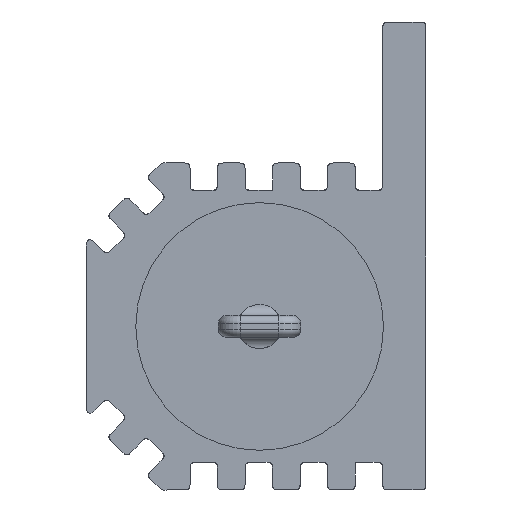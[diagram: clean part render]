
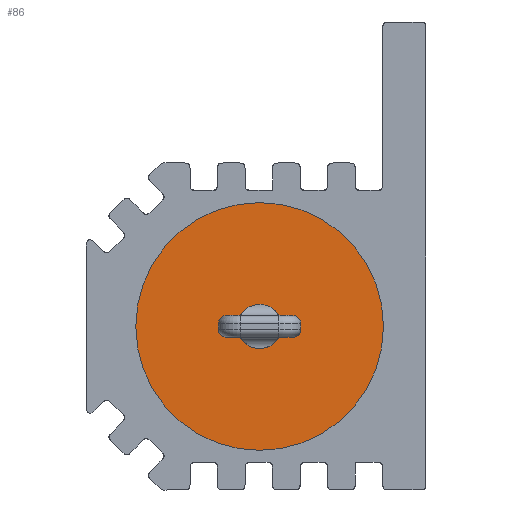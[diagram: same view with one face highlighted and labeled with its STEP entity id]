
A CAD part, left-side view. The second image highlights one B-rep face of the part: STEP entity #86.
In plain terms, the highlighted planar face has unit normal (-1, 0, 0).
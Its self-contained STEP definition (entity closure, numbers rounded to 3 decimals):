
#86 = ADVANCED_FACE ( 'NONE', ( #4514 ), #8757, .T. ) ;
#431 = CARTESIAN_POINT ( 'NONE',  ( -29.595, 7.545, 0. ) ) ;
#889 = DIRECTION ( 'NONE',  ( 0., 0., -1. ) ) ;
#1253 = DIRECTION ( 'NONE',  ( -1., 0., 0. ) ) ;
#1414 = ORIENTED_EDGE ( 'NONE', *, *, #5740, .F. ) ;
#2064 = CARTESIAN_POINT ( 'NONE',  ( -29.595, 7.545, 5.625 ) ) ;
#2142 = EDGE_CURVE ( 'NONE', #4077, #3831, #2335, .T. ) ;
#2335 = CIRCLE ( 'NONE', #4512, 5.625 ) ;
#2651 = DIRECTION ( 'NONE',  ( 0., 0., -1. ) ) ;
#3755 = CIRCLE ( 'NONE', #7372, 5.625 ) ;
#3790 = AXIS2_PLACEMENT_3D ( 'NONE', #6052, #1253, #2651 ) ;
#3831 = VERTEX_POINT ( 'NONE', #2064 ) ;
#4077 = VERTEX_POINT ( 'NONE', #5914 ) ;
#4512 = AXIS2_PLACEMENT_3D ( 'NONE', #6953, #6406, #889 ) ;
#4514 = FACE_OUTER_BOUND ( 'NONE', #6654, .T. ) ;
#4650 = DIRECTION ( 'NONE',  ( 0., 0., -1. ) ) ;
#5740 = EDGE_CURVE ( 'NONE', #3831, #4077, #3755, .T. ) ;
#5914 = CARTESIAN_POINT ( 'NONE',  ( -29.595, 7.545, -5.625 ) ) ;
#6052 = CARTESIAN_POINT ( 'NONE',  ( -29.595, 0., 0. ) ) ;
#6406 = DIRECTION ( 'NONE',  ( 1., 0., 0. ) ) ;
#6654 = EDGE_LOOP ( 'NONE', ( #1414, #8135 ) ) ;
#6953 = CARTESIAN_POINT ( 'NONE',  ( -29.595, 7.545, 0. ) ) ;
#7372 = AXIS2_PLACEMENT_3D ( 'NONE', #431, #8040, #4650 ) ;
#8040 = DIRECTION ( 'NONE',  ( 1., 0., 0. ) ) ;
#8135 = ORIENTED_EDGE ( 'NONE', *, *, #2142, .F. ) ;
#8757 = PLANE ( 'NONE',  #3790 ) ;
